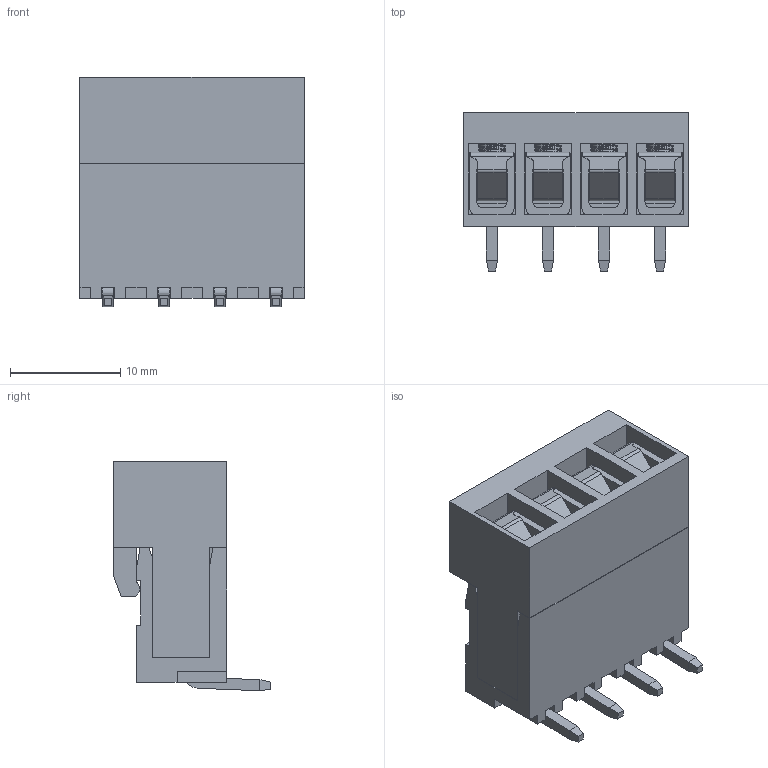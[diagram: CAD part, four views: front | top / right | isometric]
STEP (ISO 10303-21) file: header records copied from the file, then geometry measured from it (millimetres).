
FILE_DESCRIPTION (( 'STEP AP214' ), '1' );
FILE_NAME ('2EDG128-5.0-4P_2.STEP', '2014-01-04T10:15:47', ( '' ), ( '' ), 'SwSTEP 2.0', 'SolidWorks 2012', '' );
FILE_SCHEMA (( 'AUTOMOTIVE_DESIGN' ));
Length unit declared in the file: millimetre
Products named in the file (6): 錨璃18; 錨璃7; 錨璃3; 3EDG128 5.08 4P; 錨璃14; 2EDG128-5.0-4P_2
Assembly tree (14 placements, depth 2):
  2EDG128-5.0-4P_2
    錨璃14
    3EDG128 5.08 4P
    錨璃3  x4
    錨璃7  x4
    錨璃18  x4
Bounding box: 20.32 x 14.31 x 20.81 mm (x, y, z)
Volume: 2743.2 mm3; surface area: 5699.9 mm2
Topology: 14 solids, 14 shells, 704 faces, 1860 edges, 1212 vertices
Faces by surface type: plane 350, cylinder 290, torus 32, bspline 20, cone 12
Entity records: 15454 total; most frequent: CARTESIAN_POINT 4541, ORIENTED_EDGE 2070, DIRECTION 1940, EDGE_CURVE 1035, LINE 746, VECTOR 746, VERTEX_POINT 669, AXIS2_PLACEMENT_3D 597
